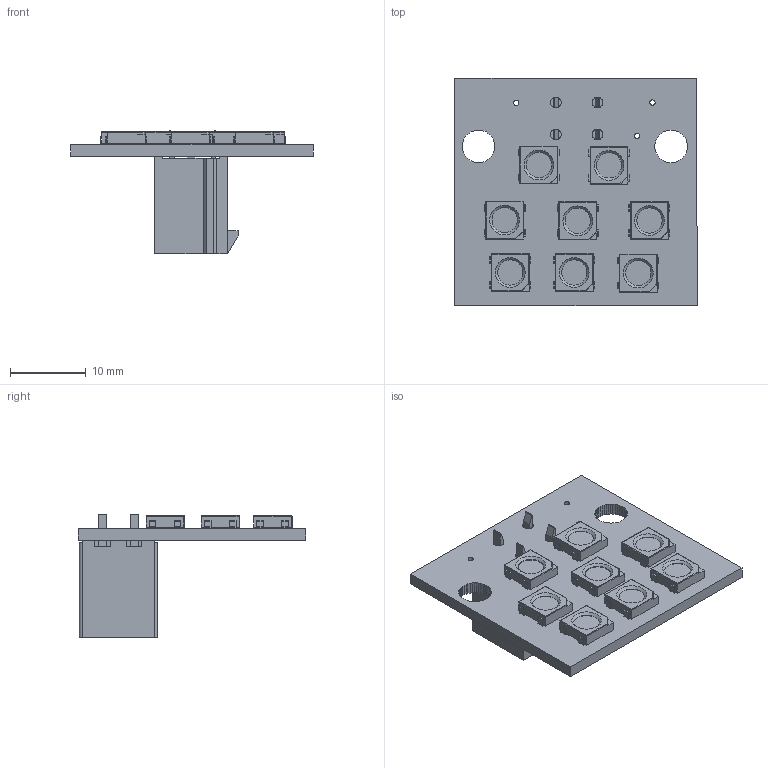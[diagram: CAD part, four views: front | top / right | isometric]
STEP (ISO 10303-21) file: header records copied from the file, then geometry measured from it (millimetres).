
FILE_DESCRIPTION(('KiCad electronic assembly'),'2;1');
FILE_NAME('JETT STATION SELECT PLACARD.step','2023-05-28T12:40:13',( 'Pcbnew'),('Kicad'),'Open CASCADE STEP processor 7.6', 'KiCad to STEP converter','Unknown');
FILE_SCHEMA(('AUTOMOTIVE_DESIGN { 1 0 10303 214 1 1 1 1 }'));
Length unit declared in the file: millimetre
Products named in the file (6): JETT STATION SELECT PLACARD 1; LED_WS2812B_PLCC4_5.0x5.0mm_P3.2mm; SOLID; Molex_Mini-Fit_Jr_5566-04A_2x02_P4.20mm_Vertical; _autosave-JETT STATION SELECT PLACARD PCB
Assembly tree (12 placements, depth 3):
  JETT STATION SELECT PLACARD 1
    LED_WS2812B_PLCC4_5.0x5.0mm_P3.2mm  x8
      SOLID
    Molex_Mini-Fit_Jr_5566-04A_2x02_P4.20mm_Vertical
      SOLID
    _autosave-JETT STATION SELECT PLACARD PCB
Bounding box: 31.95 x 30.02 x 16.3 mm (x, y, z)
Volume: 2471 mm3; surface area: 4235.1 mm2
Topology: 10 solids, 10 shells, 778 faces, 2260 edges, 1490 vertices
Faces by surface type: plane 586, cylinder 184, cone 8
Full cylindrical faces by diameter (mm): 0.7 x3, 1.4 x4, 3.333 x8
Entity records: 21717 total; most frequent: CARTESIAN_POINT 3872, DIRECTION 3203, LINE 2443, VECTOR 2443, ORIENTED_EDGE 1706, PCURVE 1706, DEFINITIONAL_REPRESENTATION 1706, EDGE_CURVE 853
